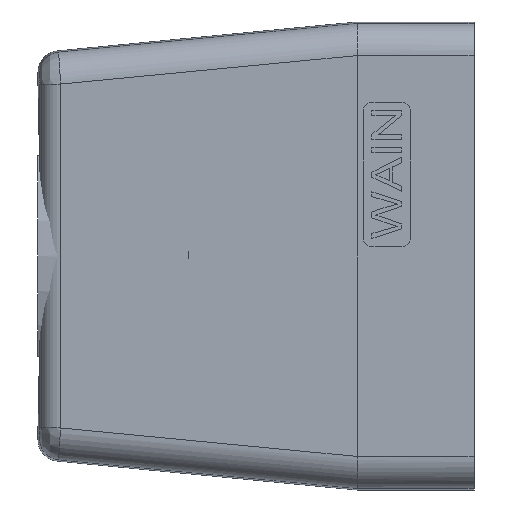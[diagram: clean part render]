
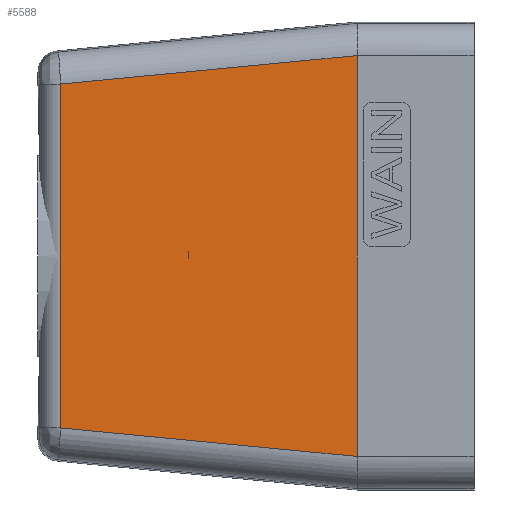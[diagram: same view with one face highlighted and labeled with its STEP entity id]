
A CAD part, left-side view. The second image highlights one B-rep face of the part: STEP entity #5588.
In plain terms, the highlighted planar face has unit normal (-1, 0.011, 0).
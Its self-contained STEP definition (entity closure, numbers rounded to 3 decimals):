
#156=CARTESIAN_POINT('',(-19.5,11.,18.844));
#1536=CARTESIAN_POINT('',(-19.208,38.871,16.163));
#1547=DIRECTION('',(0.,0.,1.));
#1548=VECTOR('',#1547,32.327);
#1549=CARTESIAN_POINT('',(-19.208,38.871,
-16.163));
#1550=LINE('',#1549,#1548);
#1551=DIRECTION('',(-0.01,-0.995,0.096));
#1552=VECTOR('',#1551,28.001);
#1553=CARTESIAN_POINT('',(-19.208,38.871,16.163));
#1554=LINE('',#1553,#1552);
#1555=DIRECTION('',(0.,0.,-1.));
#1556=VECTOR('',#1555,37.689);
#1557=CARTESIAN_POINT('',(-19.5,11.,18.844));
#1558=LINE('',#1557,#1556);
#1559=DIRECTION('',(0.01,0.995,0.096));
#1560=VECTOR('',#1559,28.001);
#1561=CARTESIAN_POINT('',(-19.5,11.,
-18.844));
#1562=LINE('',#1561,#1560);
#1563=CARTESIAN_POINT('',(-19.5,11.,-18.844));
#3211=VERTEX_POINT('',#156);
#3212=VERTEX_POINT('',#1563);
#3476=VERTEX_POINT('',#1536);
#3477=CARTESIAN_POINT('',(-19.208,38.871,
-16.163));
#3478=VERTEX_POINT('',#3477);
#5576=CARTESIAN_POINT('',(-19.354,24.935,
0.));
#5577=DIRECTION('',(1.,-0.01,0.));
#5578=DIRECTION('',(0.,0.,-1.));
#5579=AXIS2_PLACEMENT_3D('',#5576,#5577,#5578);
#5580=PLANE('',#5579);
#5581=ORIENTED_EDGE('',*,*,#5569,.T.);
#5582=ORIENTED_EDGE('',*,*,#4037,.T.);
#5583=ORIENTED_EDGE('',*,*,#4005,.T.);
#5585=ORIENTED_EDGE('',*,*,#5584,.T.);
#5586=EDGE_LOOP('',(#5581,#5582,#5583,#5585));
#5587=FACE_OUTER_BOUND('',#5586,.F.);
#5588=ADVANCED_FACE('',(#5587),#5580,.F.);
#4005=EDGE_CURVE('',#3211,#3212,#1558,.T.);
#4037=EDGE_CURVE('',#3476,#3211,#1554,.T.);
#5569=EDGE_CURVE('',#3478,#3476,#1550,.T.);
#5584=EDGE_CURVE('',#3212,#3478,#1562,.T.);
